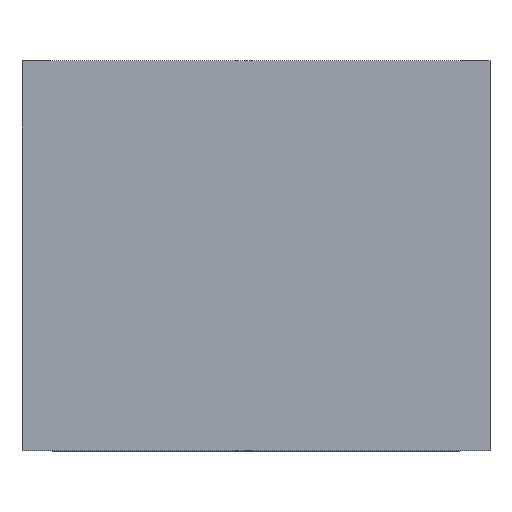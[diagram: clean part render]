
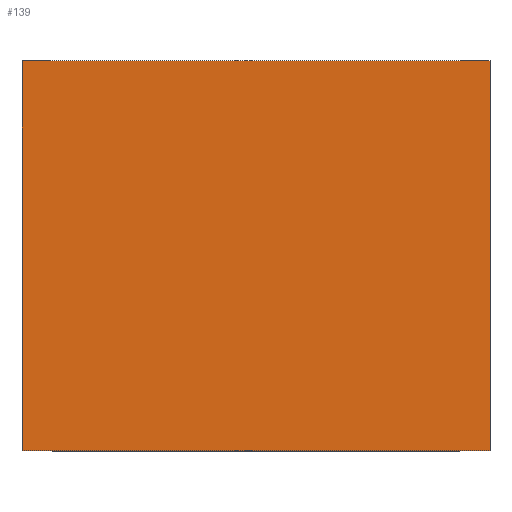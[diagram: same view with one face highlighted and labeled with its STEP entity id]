
A CAD part, top view. The second image highlights one B-rep face of the part: STEP entity #139.
In plain terms, the highlighted planar face has unit normal (0, 0, 1).
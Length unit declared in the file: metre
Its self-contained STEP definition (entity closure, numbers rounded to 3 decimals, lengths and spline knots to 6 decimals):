
#16=ORIENTED_EDGE('',*,*,#52,.F.);
#17=ORIENTED_EDGE('',*,*,#53,.F.);
#18=ORIENTED_EDGE('',*,*,#54,.T.);
#19=ORIENTED_EDGE('',*,*,#49,.T.);
#49=EDGE_CURVE('',#68,#66,#79,.T.);
#52=EDGE_CURVE('',#70,#66,#82,.T.);
#53=EDGE_CURVE('',#71,#70,#83,.T.);
#54=EDGE_CURVE('',#71,#68,#84,.T.);
#66=VERTEX_POINT('',#206);
#68=VERTEX_POINT('',#209);
#70=VERTEX_POINT('',#215);
#71=VERTEX_POINT('',#217);
#79=LINE('',#208,#97);
#82=LINE('',#214,#100);
#83=LINE('',#216,#101);
#84=LINE('',#218,#102);
#97=VECTOR('',#172,1.);
#100=VECTOR('',#177,1.);
#101=VECTOR('',#178,1.);
#102=VECTOR('',#179,1.);
#115=EDGE_LOOP('',(#16,#17,#18,#19));
#123=FACE_BOUND('',#115,.T.);
#131=PLANE('',#160);
#139=ADVANCED_FACE('',(#123),#131,.T.);
#160=AXIS2_PLACEMENT_3D('',#213,#175,#176);
#172=DIRECTION('',(0.,1.,0.));
#175=DIRECTION('',(0.,0.,1.));
#176=DIRECTION('',(1.,0.,0.));
#177=DIRECTION('',(1.,0.,0.));
#178=DIRECTION('',(0.,1.,0.));
#179=DIRECTION('',(1.,0.,0.));
#206=CARTESIAN_POINT('',(0.3,0.,0.));
#208=CARTESIAN_POINT('',(0.3,-0.5,0.));
#209=CARTESIAN_POINT('',(0.3,-0.5,0.));
#213=CARTESIAN_POINT('',(0.15,-0.5,0.));
#214=CARTESIAN_POINT('',(0.15,0.,0.));
#215=CARTESIAN_POINT('',(-0.3,0.,0.));
#216=CARTESIAN_POINT('',(-0.3,-0.5,0.));
#217=CARTESIAN_POINT('',(-0.3,-0.5,0.));
#218=CARTESIAN_POINT('',(0.15,-0.5,0.));
